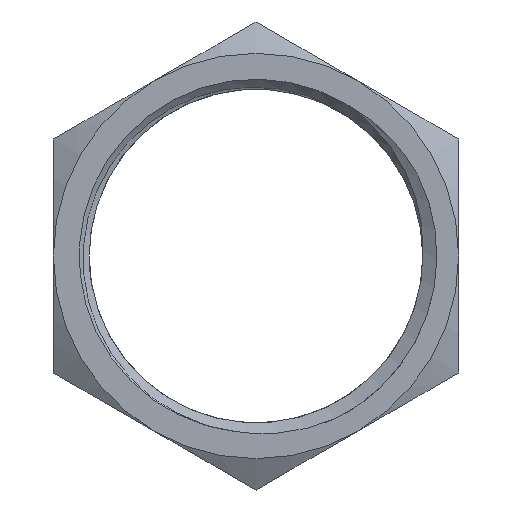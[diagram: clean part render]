
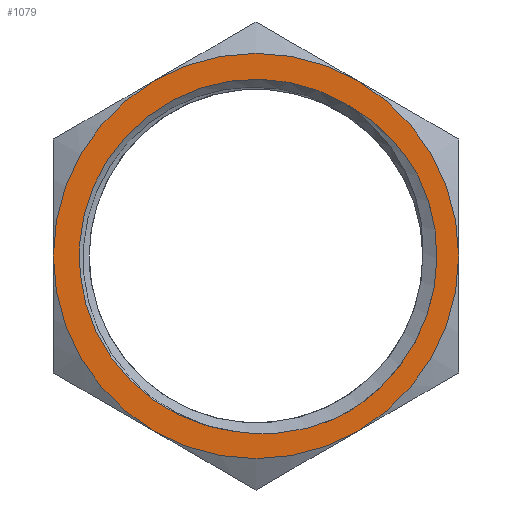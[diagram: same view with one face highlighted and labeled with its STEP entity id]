
A CAD part, left-side view. The second image highlights one B-rep face of the part: STEP entity #1079.
In plain terms, the highlighted planar face has unit normal (-1, 0, 0).
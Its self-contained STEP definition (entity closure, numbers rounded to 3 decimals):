
#2=CARTESIAN_POINT('',(0.,-2.833,-5.683));
#3=CARTESIAN_POINT('',(0.,-2.608,-5.784));
#4=CARTESIAN_POINT('',(0.,-2.151,-5.959));
#5=CARTESIAN_POINT('',(0.,-1.442,-6.139));
#6=CARTESIAN_POINT('',(0.,-0.72,-6.236));
#7=CARTESIAN_POINT('',(0.,0.01,-6.248));
#8=CARTESIAN_POINT('',(0.,0.489,-6.2));
#9=CARTESIAN_POINT('',(0.,0.728,-6.162));
#11=CARTESIAN_POINT('',(0.,-5.678,2.843));
#12=CARTESIAN_POINT('',(0.,-5.808,2.583));
#13=CARTESIAN_POINT('',(0.,-6.03,2.052));
#14=CARTESIAN_POINT('',(0.,-6.254,1.209));
#15=CARTESIAN_POINT('',(0.,-6.36,0.35));
#16=CARTESIAN_POINT('',(0.,-6.349,-0.512));
#17=CARTESIAN_POINT('',(0.,-6.221,-1.368));
#18=CARTESIAN_POINT('',(0.,-5.975,-2.21));
#19=CARTESIAN_POINT('',(0.,-5.609,-3.02));
#20=CARTESIAN_POINT('',(0.,-5.146,-3.752));
#21=CARTESIAN_POINT('',(0.,-4.631,-4.367));
#22=CARTESIAN_POINT('',(0.,-4.081,-4.884));
#23=CARTESIAN_POINT('',(0.,-3.489,-5.323));
#24=CARTESIAN_POINT('',(0.,-3.057,-5.571));
#25=CARTESIAN_POINT('',(0.,-2.833,-5.683));
#27=CARTESIAN_POINT('',(0.,-3.119,5.364));
#28=CARTESIAN_POINT('',(0.,-3.333,5.251));
#29=CARTESIAN_POINT('',(0.,-3.744,5.002));
#30=CARTESIAN_POINT('',(0.,-4.32,4.554));
#31=CARTESIAN_POINT('',(0.,-4.839,4.044));
#32=CARTESIAN_POINT('',(0.,-5.299,3.472));
#33=CARTESIAN_POINT('',(0.,-5.559,3.059));
#34=CARTESIAN_POINT('',(0.,-5.678,2.843));
#36=CARTESIAN_POINT('',(0.,0.,0.));
#37=DIRECTION('',(1.,0.,0.));
#38=DIRECTION('',(0.,0.5,-0.866));
#39=AXIS2_PLACEMENT_3D('',#36,#37,#38);
#41=CARTESIAN_POINT('',(0.,0.,0.));
#42=DIRECTION('',(1.,0.,0.));
#43=DIRECTION('',(0.,1.,0.));
#44=AXIS2_PLACEMENT_3D('',#41,#42,#43);
#46=CARTESIAN_POINT('',(0.,0.,0.));
#47=DIRECTION('',(1.,0.,0.));
#48=DIRECTION('',(0.,-0.5,0.866));
#49=AXIS2_PLACEMENT_3D('',#46,#47,#48);
#51=CARTESIAN_POINT('',(0.,0.,0.));
#52=DIRECTION('',(1.,0.,0.));
#53=DIRECTION('',(0.,-1.,0.));
#54=AXIS2_PLACEMENT_3D('',#51,#52,#53);
#56=CARTESIAN_POINT('',(0.,0.,0.));
#57=DIRECTION('',(1.,0.,0.));
#58=DIRECTION('',(0.,0.117,-0.993));
#59=AXIS2_PLACEMENT_3D('',#56,#57,#58);
#771=CARTESIAN_POINT('',(0.,3.556,6.159));
#896=CARTESIAN_POINT('',(0.,-3.556,-6.159));
#936=CARTESIAN_POINT('',(0.,3.556,-6.159));
#976=CARTESIAN_POINT('',(0.,7.112,0.));
#982=CARTESIAN_POINT('',(0.,0.,0.));
#983=DIRECTION('',(-1.,0.,0.));
#984=DIRECTION('',(0.,0.5,-0.866));
#985=AXIS2_PLACEMENT_3D('',#982,#983,#984);
#987=CARTESIAN_POINT('',(0.,0.,0.));
#988=DIRECTION('',(-1.,0.,0.));
#989=DIRECTION('',(0.,-0.5,0.866));
#990=AXIS2_PLACEMENT_3D('',#987,#988,#989);
#1004=CARTESIAN_POINT('',(0.,0.728,-6.162));
#1005=CARTESIAN_POINT('',(0.,-3.119,5.364));
#1006=VERTEX_POINT('',#1004);
#1007=VERTEX_POINT('',#1005);
#1012=VERTEX_POINT('',#11);
#1013=VERTEX_POINT('',#25);
#1022=CARTESIAN_POINT('',(0.,-3.556,6.159));
#1023=CARTESIAN_POINT('',(0.,-7.112,0.));
#1024=VERTEX_POINT('',#1022);
#1025=VERTEX_POINT('',#1023);
#1033=VERTEX_POINT('',#936);
#1037=VERTEX_POINT('',#976);
#1041=VERTEX_POINT('',#771);
#1049=VERTEX_POINT('',#896);
#1050=CARTESIAN_POINT('',(0.,0.,0.));
#1051=DIRECTION('',(1.,0.,0.));
#1052=DIRECTION('',(0.,-1.,0.));
#1053=AXIS2_PLACEMENT_3D('',#1050,#1051,#1052);
#1054=PLANE('',#1053);
#1056=ORIENTED_EDGE('',*,*,#1055,.F.);
#1058=ORIENTED_EDGE('',*,*,#1057,.T.);
#1060=ORIENTED_EDGE('',*,*,#1059,.T.);
#1062=ORIENTED_EDGE('',*,*,#1061,.F.);
#1064=ORIENTED_EDGE('',*,*,#1063,.T.);
#1066=ORIENTED_EDGE('',*,*,#1065,.T.);
#1067=EDGE_LOOP('',(#1056,#1058,#1060,#1062,#1064,#1066));
#1068=FACE_OUTER_BOUND('',#1067,.F.);
#1070=ORIENTED_EDGE('',*,*,#1069,.F.);
#1072=ORIENTED_EDGE('',*,*,#1071,.F.);
#1074=ORIENTED_EDGE('',*,*,#1073,.F.);
#1076=ORIENTED_EDGE('',*,*,#1075,.F.);
#1077=EDGE_LOOP('',(#1070,#1072,#1074,#1076));
#1078=FACE_BOUND('',#1077,.F.);
#10=B_SPLINE_CURVE_WITH_KNOTS('',3,(#2,#3,#4,#5,#6,#7,#8,#9),.UNSPECIFIED.,.F.,
.F.,(4,1,1,1,1,4),(0.,0.2,0.4,0.6,0.8,1.),.UNSPECIFIED.);
#26=B_SPLINE_CURVE_WITH_KNOTS('',3,(#11,#12,#13,#14,#15,#16,#17,#18,#19,#20,#21,
#22,#23,#24,#25),.UNSPECIFIED.,.F.,.F.,(4,1,1,1,1,1,1,1,1,1,1,1,4),(0.,
0.083,0.167,0.25,0.333,0.417,
0.5,0.583,0.667,0.75,0.833,
0.917,1.),.UNSPECIFIED.);
#35=B_SPLINE_CURVE_WITH_KNOTS('',3,(#27,#28,#29,#30,#31,#32,#33,#34),
.UNSPECIFIED.,.F.,.F.,(4,1,1,1,1,4),(0.,0.2,0.4,0.6,0.8,1.),
.UNSPECIFIED.);
#40=CIRCLE('',#39,7.112);
#45=CIRCLE('',#44,7.112);
#50=CIRCLE('',#49,7.112);
#55=CIRCLE('',#54,7.112);
#60=CIRCLE('',#59,6.205);
#986=CIRCLE('',#985,7.112);
#991=CIRCLE('',#990,7.112);
#1055=EDGE_CURVE('',#1033,#1049,#986,.T.);
#1057=EDGE_CURVE('',#1033,#1037,#40,.T.);
#1059=EDGE_CURVE('',#1037,#1041,#45,.T.);
#1061=EDGE_CURVE('',#1024,#1041,#991,.T.);
#1063=EDGE_CURVE('',#1024,#1025,#50,.T.);
#1065=EDGE_CURVE('',#1025,#1049,#55,.T.);
#1069=EDGE_CURVE('',#1006,#1007,#60,.T.);
#1071=EDGE_CURVE('',#1013,#1006,#10,.T.);
#1073=EDGE_CURVE('',#1012,#1013,#26,.T.);
#1075=EDGE_CURVE('',#1007,#1012,#35,.T.);
#1079=ADVANCED_FACE('',(#1068,#1078),#1054,.F.);
